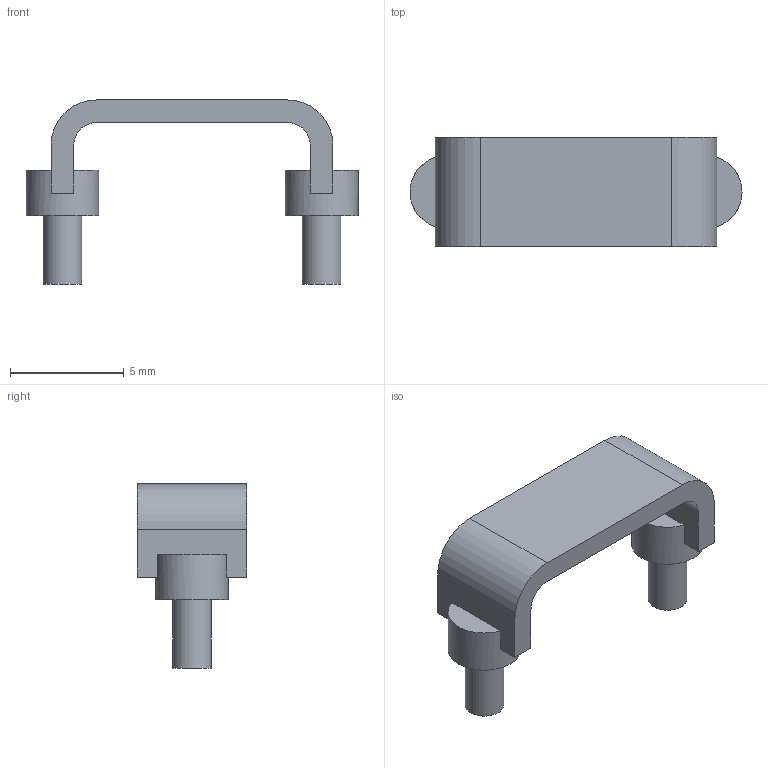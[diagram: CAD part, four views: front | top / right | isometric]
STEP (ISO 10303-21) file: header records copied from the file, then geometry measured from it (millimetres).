
FILE_DESCRIPTION(/* description */ ('model of R_Bare_Metal_Element_L12.4mm_W4.8mm_P11.40mm'),/* implementation_level */ '2;1');
FILE_NAME(/* name */ 'R_Bare_Metal_Element_L12.4mm_W4.8mm_P11.40mm.step',/* time_stamp */ '2017-11-28T09:36:16',/* author */ ('kicad StepUp','ksu'),/* organization */ ('FreeCAD'),/* preprocessor_version */ 'OCC',/* originating_system */ 'kicad StepUp',/* authorisation */ '');
FILE_SCHEMA(('AUTOMOTIVE_DESIGN_CC2 { 1 2 10303 214 -1 1 5 4 }'));
Length unit declared in the file: millimetre
Products named in the file (2): ASSEMBLY; R_Bare_Metal_Element_L124mm_W48mm_P1140mm
Assembly tree (1 placements, depth 2):
  ASSEMBLY
    R_Bare_Metal_Element_L124mm_W48mm_P1140mm
Bounding box: 14.6 x 4.8 x 8.1 mm (x, y, z)
Volume: 122.6 mm3; surface area: 286 mm2
Topology: 1 solids, 1 shells, 28 faces, 72 edges, 48 vertices
Faces by surface type: plane 20, cylinder 8
Full cylindrical faces by diameter (mm): 1.7 x2, 3.2 x2
Entity records: 899 total; most frequent: DIRECTION 156, CARTESIAN_POINT 150, ORIENTED_EDGE 144, EDGE_CURVE 72, AXIS2_PLACEMENT_3D 54, VERTEX_POINT 48, LINE 48, VECTOR 48
